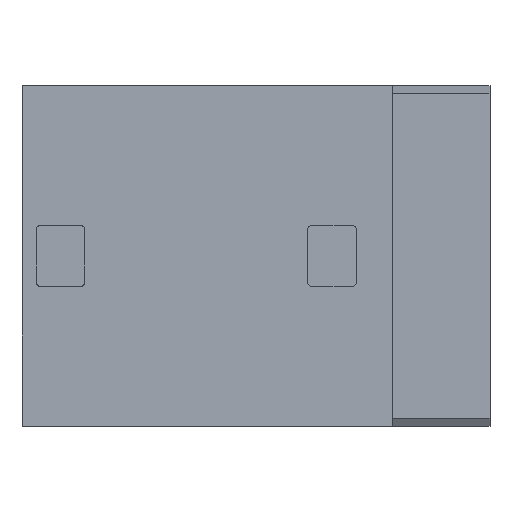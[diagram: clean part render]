
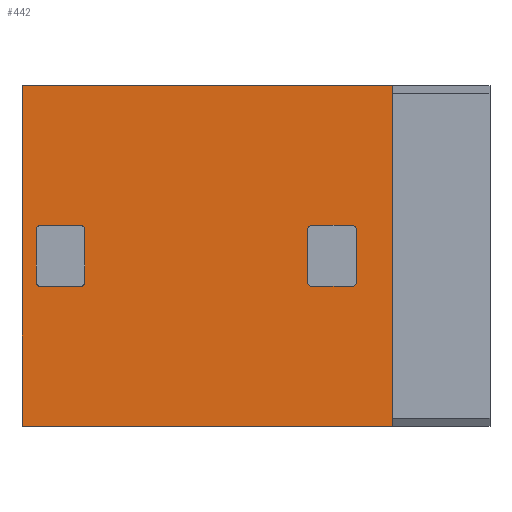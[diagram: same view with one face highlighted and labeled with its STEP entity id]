
A CAD part, top view. The second image highlights one B-rep face of the part: STEP entity #442.
In plain terms, the highlighted planar face has unit normal (0, 0, 1).
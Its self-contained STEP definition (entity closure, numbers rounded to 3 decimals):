
#48=LINE('',#1911,#181);
#101=LINE('',#2024,#234);
#104=LINE('',#2029,#237);
#107=LINE('',#2036,#240);
#108=LINE('',#2041,#241);
#109=LINE('',#2045,#242);
#110=LINE('',#2049,#243);
#111=LINE('',#2053,#244);
#112=LINE('',#2054,#245);
#113=LINE('',#2059,#246);
#114=LINE('',#2063,#247);
#115=LINE('',#2067,#248);
#181=VECTOR('',#1482,1.);
#234=VECTOR('',#1569,1.);
#237=VECTOR('',#1574,1.);
#240=VECTOR('',#1585,1.);
#241=VECTOR('',#1590,1.);
#242=VECTOR('',#1593,1.);
#243=VECTOR('',#1596,1.);
#244=VECTOR('',#1599,1.);
#245=VECTOR('',#1600,1.);
#246=VECTOR('',#1603,1.);
#247=VECTOR('',#1606,1.);
#248=VECTOR('',#1609,1.);
#327=PLANE('',#1374);
#442=ADVANCED_FACE('',(#515,#516,#517),#327,.F.);
#515=FACE_BOUND('',#567,.T.);
#516=FACE_BOUND('',#568,.T.);
#517=FACE_BOUND('',#569,.T.);
#567=EDGE_LOOP('',(#764,#765,#766,#767,#768,#769,#770,#771));
#568=EDGE_LOOP('',(#772,#773,#774,#775,#776,#777,#778,#779));
#569=EDGE_LOOP('',(#780,#781,#782,#783));
#764=ORIENTED_EDGE('',*,*,#1175,.T.);
#765=ORIENTED_EDGE('',*,*,#1176,.T.);
#766=ORIENTED_EDGE('',*,*,#1177,.T.);
#767=ORIENTED_EDGE('',*,*,#1178,.T.);
#768=ORIENTED_EDGE('',*,*,#1179,.T.);
#769=ORIENTED_EDGE('',*,*,#1180,.T.);
#770=ORIENTED_EDGE('',*,*,#1181,.T.);
#771=ORIENTED_EDGE('',*,*,#1182,.T.);
#772=ORIENTED_EDGE('',*,*,#1183,.T.);
#773=ORIENTED_EDGE('',*,*,#1184,.T.);
#774=ORIENTED_EDGE('',*,*,#1185,.T.);
#775=ORIENTED_EDGE('',*,*,#1186,.T.);
#776=ORIENTED_EDGE('',*,*,#1187,.T.);
#777=ORIENTED_EDGE('',*,*,#1188,.T.);
#778=ORIENTED_EDGE('',*,*,#1189,.T.);
#779=ORIENTED_EDGE('',*,*,#1190,.T.);
#780=ORIENTED_EDGE('',*,*,#1171,.F.);
#781=ORIENTED_EDGE('',*,*,#1168,.F.);
#782=ORIENTED_EDGE('',*,*,#1174,.T.);
#783=ORIENTED_EDGE('',*,*,#1111,.F.);
#989=VERTEX_POINT('',#1912);
#990=VERTEX_POINT('',#1913);
#1031=VERTEX_POINT('',#2023);
#1032=VERTEX_POINT('',#2025);
#1033=VERTEX_POINT('',#2039);
#1034=VERTEX_POINT('',#2040);
#1035=VERTEX_POINT('',#2042);
#1036=VERTEX_POINT('',#2044);
#1037=VERTEX_POINT('',#2046);
#1038=VERTEX_POINT('',#2048);
#1039=VERTEX_POINT('',#2050);
#1040=VERTEX_POINT('',#2052);
#1041=VERTEX_POINT('',#2055);
#1042=VERTEX_POINT('',#2056);
#1043=VERTEX_POINT('',#2058);
#1044=VERTEX_POINT('',#2060);
#1045=VERTEX_POINT('',#2062);
#1046=VERTEX_POINT('',#2064);
#1047=VERTEX_POINT('',#2066);
#1048=VERTEX_POINT('',#2068);
#1111=EDGE_CURVE('',#989,#990,#48,.T.);
#1168=EDGE_CURVE('',#1031,#1032,#101,.T.);
#1171=EDGE_CURVE('',#1032,#989,#104,.T.);
#1174=EDGE_CURVE('',#1031,#990,#107,.T.);
#1175=EDGE_CURVE('',#1033,#1034,#1279,.T.);
#1176=EDGE_CURVE('',#1034,#1035,#108,.T.);
#1177=EDGE_CURVE('',#1035,#1036,#1280,.T.);
#1178=EDGE_CURVE('',#1036,#1037,#109,.T.);
#1179=EDGE_CURVE('',#1037,#1038,#1281,.T.);
#1180=EDGE_CURVE('',#1038,#1039,#110,.T.);
#1181=EDGE_CURVE('',#1039,#1040,#1282,.T.);
#1182=EDGE_CURVE('',#1040,#1033,#111,.T.);
#1183=EDGE_CURVE('',#1041,#1042,#112,.T.);
#1184=EDGE_CURVE('',#1042,#1043,#1283,.T.);
#1185=EDGE_CURVE('',#1043,#1044,#113,.T.);
#1186=EDGE_CURVE('',#1044,#1045,#1284,.T.);
#1187=EDGE_CURVE('',#1045,#1046,#114,.T.);
#1188=EDGE_CURVE('',#1046,#1047,#1285,.T.);
#1189=EDGE_CURVE('',#1047,#1048,#115,.T.);
#1190=EDGE_CURVE('',#1048,#1041,#1286,.T.);
#1279=CIRCLE('',#1366,1.);
#1280=CIRCLE('',#1367,1.);
#1281=CIRCLE('',#1368,1.);
#1282=CIRCLE('',#1369,1.);
#1283=CIRCLE('',#1370,1.);
#1284=CIRCLE('',#1371,1.);
#1285=CIRCLE('',#1372,1.);
#1286=CIRCLE('',#1373,1.);
#1366=AXIS2_PLACEMENT_3D('',#2038,#1588,#1589);
#1367=AXIS2_PLACEMENT_3D('',#2043,#1591,#1592);
#1368=AXIS2_PLACEMENT_3D('',#2047,#1594,#1595);
#1369=AXIS2_PLACEMENT_3D('',#2051,#1597,#1598);
#1370=AXIS2_PLACEMENT_3D('',#2057,#1601,#1602);
#1371=AXIS2_PLACEMENT_3D('',#2061,#1604,#1605);
#1372=AXIS2_PLACEMENT_3D('',#2065,#1607,#1608);
#1373=AXIS2_PLACEMENT_3D('',#2069,#1610,#1611);
#1374=AXIS2_PLACEMENT_3D('',#2070,#1612,#1613);
#1482=DIRECTION('',(1.,0.,0.));
#1569=DIRECTION('',(-1.,0.,0.));
#1574=DIRECTION('',(0.,1.,0.));
#1585=DIRECTION('',(0.,1.,0.));
#1588=DIRECTION('',(0.,0.,-1.));
#1589=DIRECTION('',(0.,1.,0.));
#1590=DIRECTION('',(-1.,0.,0.));
#1591=DIRECTION('',(0.,0.,-1.));
#1592=DIRECTION('',(0.,1.,0.));
#1593=DIRECTION('',(0.,1.,0.));
#1594=DIRECTION('',(0.,0.,-1.));
#1595=DIRECTION('',(0.,-1.,0.));
#1596=DIRECTION('',(1.,0.,0.));
#1597=DIRECTION('',(0.,0.,-1.));
#1598=DIRECTION('',(0.,-1.,0.));
#1599=DIRECTION('',(0.,-1.,0.));
#1600=DIRECTION('',(-1.,0.,0.));
#1601=DIRECTION('',(0.,0.,-1.));
#1602=DIRECTION('',(0.,1.,0.));
#1603=DIRECTION('',(0.,1.,0.));
#1604=DIRECTION('',(0.,0.,-1.));
#1605=DIRECTION('',(0.,-1.,0.));
#1606=DIRECTION('',(1.,0.,0.));
#1607=DIRECTION('',(0.,0.,-1.));
#1608=DIRECTION('',(0.,-1.,0.));
#1609=DIRECTION('',(0.,-1.,0.));
#1610=DIRECTION('',(0.,0.,-1.));
#1611=DIRECTION('',(0.,1.,0.));
#1612=DIRECTION('',(0.,0.,-1.));
#1613=DIRECTION('',(1.,0.,0.));
#1911=CARTESIAN_POINT('',(-91.,42.,0.));
#1912=CARTESIAN_POINT('',(-91.,42.,0.));
#1913=CARTESIAN_POINT('',(0.5,42.,0.));
#2023=CARTESIAN_POINT('',(0.5,-42.,0.));
#2024=CARTESIAN_POINT('',(-91.,-42.,0.));
#2025=CARTESIAN_POINT('',(-91.,-42.,0.));
#2029=CARTESIAN_POINT('',(-91.,-85.7,0.));
#2036=CARTESIAN_POINT('',(0.5,-85.7,0.));
#2038=CARTESIAN_POINT('',(-9.5,-6.5,0.));
#2039=CARTESIAN_POINT('',(-8.5,-6.5,0.));
#2040=CARTESIAN_POINT('',(-9.5,-7.5,0.));
#2041=CARTESIAN_POINT('',(-9.5,-7.5,0.));
#2042=CARTESIAN_POINT('',(-19.5,-7.5,0.));
#2043=CARTESIAN_POINT('',(-19.5,-6.5,0.));
#2044=CARTESIAN_POINT('',(-20.5,-6.5,0.));
#2045=CARTESIAN_POINT('',(-20.5,-6.5,0.));
#2046=CARTESIAN_POINT('',(-20.5,6.5,0.));
#2047=CARTESIAN_POINT('',(-19.5,6.5,0.));
#2048=CARTESIAN_POINT('',(-19.5,7.5,0.));
#2049=CARTESIAN_POINT('',(-19.5,7.5,0.));
#2050=CARTESIAN_POINT('',(-9.5,7.5,0.));
#2051=CARTESIAN_POINT('',(-9.5,6.5,0.));
#2052=CARTESIAN_POINT('',(-8.5,6.5,0.));
#2053=CARTESIAN_POINT('',(-8.5,6.5,0.));
#2054=CARTESIAN_POINT('',(-76.5,-7.5,0.));
#2055=CARTESIAN_POINT('',(-76.5,-7.5,0.));
#2056=CARTESIAN_POINT('',(-86.5,-7.5,0.));
#2057=CARTESIAN_POINT('',(-86.5,-6.5,0.));
#2058=CARTESIAN_POINT('',(-87.5,-6.5,0.));
#2059=CARTESIAN_POINT('',(-87.5,-6.5,0.));
#2060=CARTESIAN_POINT('',(-87.5,6.5,0.));
#2061=CARTESIAN_POINT('',(-86.5,6.5,0.));
#2062=CARTESIAN_POINT('',(-86.5,7.5,0.));
#2063=CARTESIAN_POINT('',(-86.5,7.5,0.));
#2064=CARTESIAN_POINT('',(-76.5,7.5,0.));
#2065=CARTESIAN_POINT('',(-76.5,6.5,0.));
#2066=CARTESIAN_POINT('',(-75.5,6.5,0.));
#2067=CARTESIAN_POINT('',(-75.5,6.5,0.));
#2068=CARTESIAN_POINT('',(-75.5,-6.5,0.));
#2069=CARTESIAN_POINT('',(-76.5,-6.5,0.));
#2070=CARTESIAN_POINT('',(-91.,-85.7,0.));
